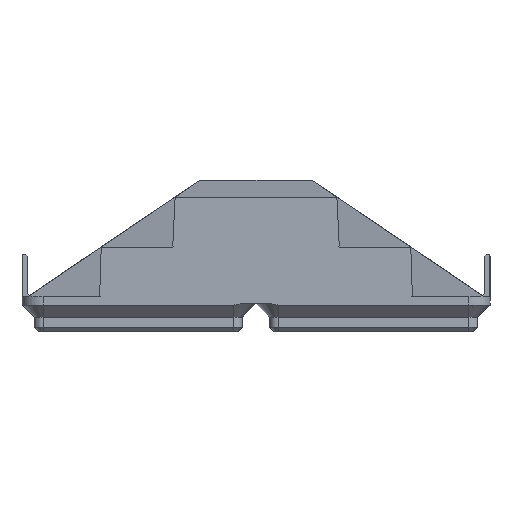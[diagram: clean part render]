
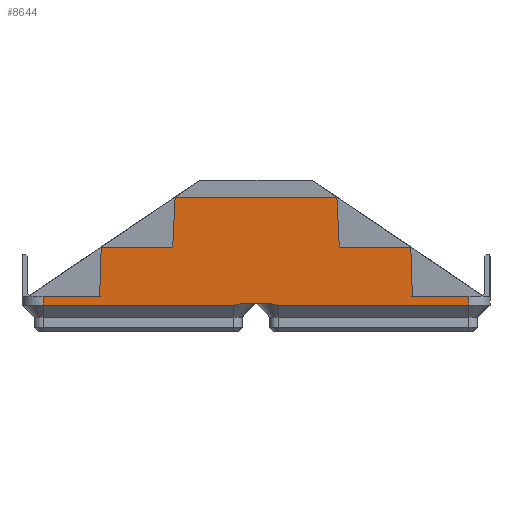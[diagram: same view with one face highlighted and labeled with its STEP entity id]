
A CAD part, left-side view. The second image highlights one B-rep face of the part: STEP entity #8644.
In plain terms, the highlighted planar face has unit normal (-1, 0, 0).
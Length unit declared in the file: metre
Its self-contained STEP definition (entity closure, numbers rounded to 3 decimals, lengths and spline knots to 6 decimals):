
#642=B_SPLINE_CURVE_WITH_KNOTS('',3,(#13379,#13380,#13381,#13382),
 .UNSPECIFIED.,.F.,.F.,(4,4),(0.049733,0.05861),
 .UNSPECIFIED.);
#643=B_SPLINE_CURVE_WITH_KNOTS('',3,(#13386,#13387,#13388,#13389),
 .UNSPECIFIED.,.F.,.F.,(4,4),(0.040294,0.049204),
 .UNSPECIFIED.);
#644=B_SPLINE_CURVE_WITH_KNOTS('',3,(#13393,#13394,#13395,#13396),
 .UNSPECIFIED.,.F.,.F.,(4,4),(0.045961,0.054871),
 .UNSPECIFIED.);
#645=B_SPLINE_CURVE_WITH_KNOTS('',3,(#13400,#13401,#13402,#13403),
 .UNSPECIFIED.,.F.,.F.,(4,4),(0.03733,0.046206),
 .UNSPECIFIED.);
#646=B_SPLINE_CURVE_WITH_KNOTS('',3,(#13408,#13409,#13410,#13411),
 .UNSPECIFIED.,.F.,.F.,(4,4),(0.,0.001414),.UNSPECIFIED.);
#647=B_SPLINE_CURVE_WITH_KNOTS('',3,(#13415,#13416,#13417,#13418),
 .UNSPECIFIED.,.F.,.F.,(4,4),(0.,0.001414),.UNSPECIFIED.);
#826=ORIENTED_EDGE('',*,*,#3378,.T.);
#827=ORIENTED_EDGE('',*,*,#3256,.T.);
#828=ORIENTED_EDGE('',*,*,#3379,.F.);
#829=ORIENTED_EDGE('',*,*,#3380,.F.);
#830=ORIENTED_EDGE('',*,*,#3381,.F.);
#831=ORIENTED_EDGE('',*,*,#3382,.F.);
#832=ORIENTED_EDGE('',*,*,#3383,.F.);
#833=ORIENTED_EDGE('',*,*,#3384,.F.);
#834=ORIENTED_EDGE('',*,*,#3385,.F.);
#835=ORIENTED_EDGE('',*,*,#3262,.T.);
#836=ORIENTED_EDGE('',*,*,#3386,.T.);
#837=ORIENTED_EDGE('',*,*,#3387,.F.);
#838=ORIENTED_EDGE('',*,*,#3388,.F.);
#839=ORIENTED_EDGE('',*,*,#3389,.F.);
#840=ORIENTED_EDGE('',*,*,#3390,.F.);
#841=ORIENTED_EDGE('',*,*,#3391,.F.);
#3256=EDGE_CURVE('',#4538,#4539,#5334,.T.);
#3262=EDGE_CURVE('',#4545,#4544,#5338,.T.);
#3378=EDGE_CURVE('',#4648,#4538,#5384,.F.);
#3379=EDGE_CURVE('',#4649,#4539,#642,.T.);
#3380=EDGE_CURVE('',#4650,#4649,#5385,.T.);
#3381=EDGE_CURVE('',#4651,#4650,#643,.T.);
#3382=EDGE_CURVE('',#4652,#4651,#5386,.T.);
#3383=EDGE_CURVE('',#4653,#4652,#644,.T.);
#3384=EDGE_CURVE('',#4654,#4653,#5387,.T.);
#3385=EDGE_CURVE('',#4545,#4654,#645,.T.);
#3386=EDGE_CURVE('',#4544,#4655,#5388,.T.);
#3387=EDGE_CURVE('',#4656,#4655,#5389,.T.);
#3388=EDGE_CURVE('',#4657,#4656,#646,.T.);
#3389=EDGE_CURVE('',#4658,#4657,#5390,.T.);
#3390=EDGE_CURVE('',#4659,#4658,#647,.T.);
#3391=EDGE_CURVE('',#4648,#4659,#5391,.T.);
#4538=VERTEX_POINT('',#12968);
#4539=VERTEX_POINT('',#12969);
#4544=VERTEX_POINT('',#12979);
#4545=VERTEX_POINT('',#12981);
#4648=VERTEX_POINT('',#13378);
#4649=VERTEX_POINT('',#13383);
#4650=VERTEX_POINT('',#13385);
#4651=VERTEX_POINT('',#13390);
#4652=VERTEX_POINT('',#13392);
#4653=VERTEX_POINT('',#13397);
#4654=VERTEX_POINT('',#13399);
#4655=VERTEX_POINT('',#13405);
#4656=VERTEX_POINT('',#13407);
#4657=VERTEX_POINT('',#13412);
#4658=VERTEX_POINT('',#13414);
#4659=VERTEX_POINT('',#13419);
#5334=LINE('',#12967,#6122);
#5338=LINE('',#12980,#6126);
#5384=LINE('',#13377,#6172);
#5385=LINE('',#13384,#6173);
#5386=LINE('',#13391,#6174);
#5387=LINE('',#13398,#6175);
#5388=LINE('',#13404,#6176);
#5389=LINE('',#13406,#6177);
#5390=LINE('',#13413,#6178);
#5391=LINE('',#13420,#6179);
#6122=VECTOR('',#10207,1.);
#6126=VECTOR('',#10215,1.);
#6172=VECTOR('',#10345,1.);
#6173=VECTOR('',#10346,1.);
#6174=VECTOR('',#10347,1.);
#6175=VECTOR('',#10348,1.);
#6176=VECTOR('',#10349,1.);
#6177=VECTOR('',#10350,1.);
#6178=VECTOR('',#10351,1.);
#6179=VECTOR('',#10352,1.);
#6926=EDGE_LOOP('',(#826,#827,#828,#829,#830,#831,#832,#833,#834,#835,#836,
#837,#838,#839,#840,#841));
#7590=FACE_BOUND('',#6926,.T.);
#8246=PLANE('',#9261);
#8644=ADVANCED_FACE('',(#7590),#8246,.T.);
#9261=AXIS2_PLACEMENT_3D('',#13376,#10343,#10344);
#10207=DIRECTION('',(0.,1.,0.));
#10215=DIRECTION('',(0.,1.,0.));
#10343=DIRECTION('',(-1.,0.,0.));
#10344=DIRECTION('',(0.,0.,1.));
#10345=DIRECTION('',(0.,0.,-1.));
#10346=DIRECTION('',(0.,-1.,0.));
#10347=DIRECTION('',(0.,-1.,0.));
#10348=DIRECTION('',(0.,-1.,0.));
#10349=DIRECTION('',(0.,0.,-1.));
#10350=DIRECTION('',(0.,1.,0.));
#10351=DIRECTION('',(0.,1.,0.));
#10352=DIRECTION('',(0.,1.,0.));
#12967=CARTESIAN_POINT('',(0.00025,0.021,0.0062));
#12968=CARTESIAN_POINT('',(0.00025,0.004,0.0062));
#12969=CARTESIAN_POINT('',(0.00025,0.014098,0.0062));
#12979=CARTESIAN_POINT('',(0.00025,0.08,0.0062));
#12980=CARTESIAN_POINT('',(0.00025,0.042,0.0062));
#12981=CARTESIAN_POINT('',(0.00025,0.069903,0.0062));
#13376=CARTESIAN_POINT('',(0.00025,0.021,0.0072));
#13377=CARTESIAN_POINT('',(0.00025,0.004,0.0072));
#13378=CARTESIAN_POINT('',(0.00025,0.004,0.00475));
#13379=CARTESIAN_POINT('',(0.00025,0.014386,0.015101));
#13380=CARTESIAN_POINT('',(0.00025,0.014196,0.012144));
#13381=CARTESIAN_POINT('',(0.00025,0.014098,0.009178));
#13382=CARTESIAN_POINT('',(0.00025,0.014098,0.0062));
#13383=CARTESIAN_POINT('',(0.00025,0.014386,0.015101));
#13384=CARTESIAN_POINT('',(0.00025,0.042,0.015101));
#13385=CARTESIAN_POINT('',(0.00025,0.02714,0.015101));
#13386=CARTESIAN_POINT('',(0.00025,0.027571,0.024002));
#13387=CARTESIAN_POINT('',(0.00025,0.027381,0.021036));
#13388=CARTESIAN_POINT('',(0.00025,0.027237,0.018069));
#13389=CARTESIAN_POINT('',(0.00025,0.02714,0.015101));
#13390=CARTESIAN_POINT('',(0.00025,0.027571,0.024002));
#13391=CARTESIAN_POINT('',(0.00025,0.042,0.024002));
#13392=CARTESIAN_POINT('',(0.00025,0.056429,0.024002));
#13393=CARTESIAN_POINT('',(0.00025,0.05686,0.015101));
#13394=CARTESIAN_POINT('',(0.00025,0.056763,0.018069));
#13395=CARTESIAN_POINT('',(0.00025,0.056619,0.021036));
#13396=CARTESIAN_POINT('',(0.00025,0.056429,0.024002));
#13397=CARTESIAN_POINT('',(0.00025,0.05686,0.015101));
#13398=CARTESIAN_POINT('',(0.00025,0.042,0.015101));
#13399=CARTESIAN_POINT('',(0.00025,0.069614,0.015101));
#13400=CARTESIAN_POINT('',(0.00025,0.069903,0.0062));
#13401=CARTESIAN_POINT('',(0.00025,0.069903,0.009162));
#13402=CARTESIAN_POINT('',(0.00025,0.069805,0.012129));
#13403=CARTESIAN_POINT('',(0.00025,0.069614,0.015101));
#13404=CARTESIAN_POINT('',(0.00025,0.08,0.0072));
#13405=CARTESIAN_POINT('',(0.00025,0.08,0.00475));
#13406=CARTESIAN_POINT('',(0.00025,0.063,0.00475));
#13407=CARTESIAN_POINT('',(0.00025,0.046,0.00475));
#13408=CARTESIAN_POINT('',(0.00025,0.044608,0.005));
#13409=CARTESIAN_POINT('',(0.00025,0.045059,0.004843));
#13410=CARTESIAN_POINT('',(0.00025,0.045521,0.00475));
#13411=CARTESIAN_POINT('',(0.00025,0.046,0.00475));
#13412=CARTESIAN_POINT('',(0.00025,0.044608,0.005));
#13413=CARTESIAN_POINT('',(0.00025,0.021,0.005));
#13414=CARTESIAN_POINT('',(0.00025,0.039392,0.005));
#13415=CARTESIAN_POINT('',(0.00025,0.038,0.00475));
#13416=CARTESIAN_POINT('',(0.00025,0.038479,0.00475));
#13417=CARTESIAN_POINT('',(0.00025,0.038941,0.004843));
#13418=CARTESIAN_POINT('',(0.00025,0.039392,0.005));
#13419=CARTESIAN_POINT('',(0.00025,0.038,0.00475));
#13420=CARTESIAN_POINT('',(0.00025,0.021,0.00475));
